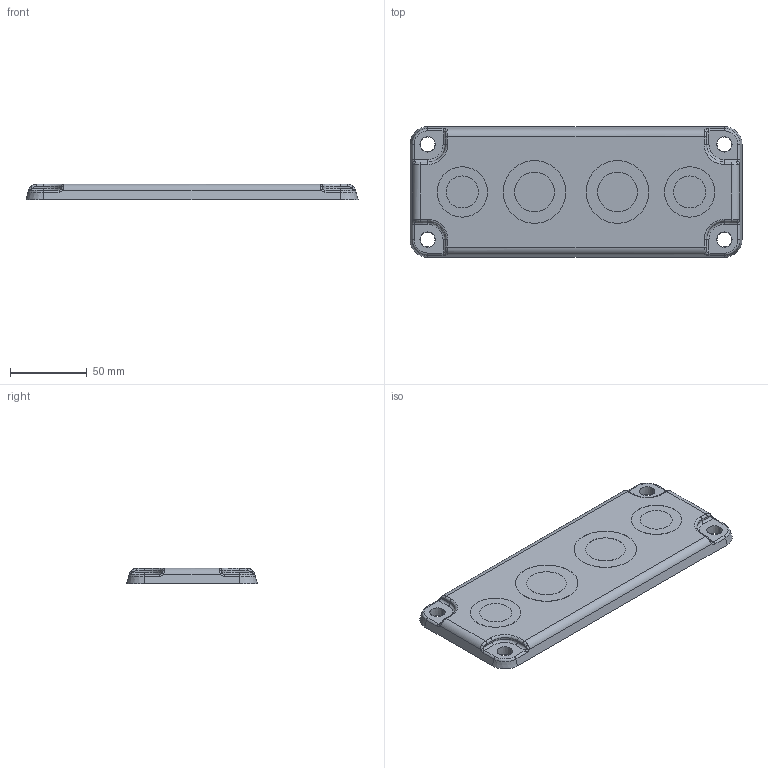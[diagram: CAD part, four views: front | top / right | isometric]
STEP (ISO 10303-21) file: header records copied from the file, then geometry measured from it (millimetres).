
FILE_DESCRIPTION (( 'STEP AP214' ), '1' );
FILE_NAME ('FIBOX MB10890.STEP', '2015-10-23T06:31:16', ( '' ), ( '' ), 'SwSTEP 2.0', 'SolidWorks 2014', '' );
FILE_SCHEMA (( 'AUTOMOTIVE_DESIGN' ));
Length unit declared in the file: millimetre
Products named in the file (1): FIBOX MB10890
Bounding box: 216 x 85 x 10 mm (x, y, z)
Volume: 73102.1 mm3; surface area: 44075.4 mm2
Topology: 1 solids, 1 shells, 211 faces, 506 edges, 306 vertices
Faces by surface type: plane 67, cylinder 56, bspline 52, cone 36
Entity records: 8531 total; most frequent: CARTESIAN_POINT 3903, ORIENTED_EDGE 1004, DIRECTION 876, EDGE_CURVE 502, AXIS2_PLACEMENT_3D 318, VERTEX_POINT 306, LINE 240, VECTOR 240
